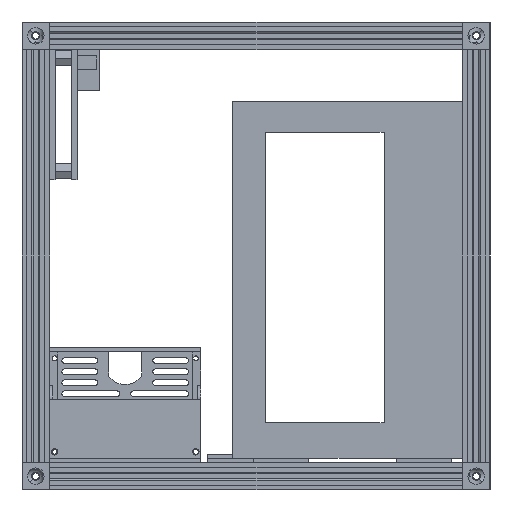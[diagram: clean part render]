
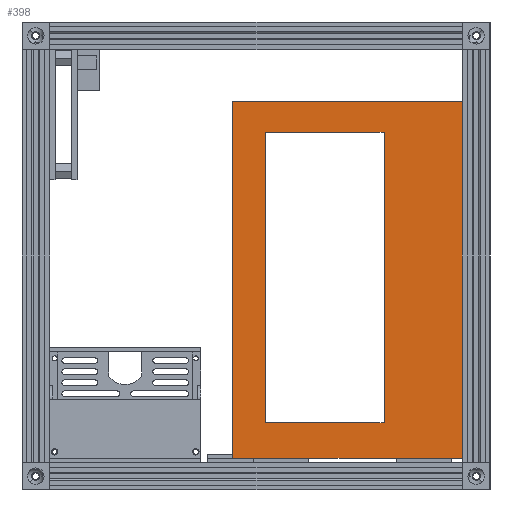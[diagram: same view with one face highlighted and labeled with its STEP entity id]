
A CAD part, left-side view. The second image highlights one B-rep face of the part: STEP entity #398.
In plain terms, the highlighted planar face has unit normal (-1, 0, 0).
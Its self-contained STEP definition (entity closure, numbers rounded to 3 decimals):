
#158=CARTESIAN_POINT('',(0.,-9.965,11.5));
#159=VERTEX_POINT('',#158);
#166=CARTESIAN_POINT('',(0.,73.535,11.5));
#167=VERTEX_POINT('',#166);
#168=CARTESIAN_POINT('',(0.,-9.965,11.5));
#169=DIRECTION('',(0.,1.,0.));
#170=VECTOR('',#169,83.5);
#171=LINE('',#168,#170);
#172=EDGE_CURVE('',#159,#167,#171,.T.);
#307=CARTESIAN_POINT('',(0.,-9.965,141.));
#308=VERTEX_POINT('',#307);
#309=CARTESIAN_POINT('',(0.,-9.965,11.5));
#310=DIRECTION('',(0.,0.,1.));
#311=VECTOR('',#310,129.5);
#312=LINE('',#309,#311);
#313=EDGE_CURVE('',#159,#308,#312,.T.);
#341=CARTESIAN_POINT('',(0.,0.,141.));
#342=DIRECTION('',(-1.,0.,0.));
#343=DIRECTION('',(0.,0.,1.));
#344=AXIS2_PLACEMENT_3D('',#341,#342,#343);
#345=PLANE('',#344);
#346=CARTESIAN_POINT('',(0.,73.535,141.));
#347=VERTEX_POINT('',#346);
#348=CARTESIAN_POINT('',(0.,73.535,141.));
#349=DIRECTION('',(0.,0.,-1.));
#350=VECTOR('',#349,129.5);
#351=LINE('',#348,#350);
#352=EDGE_CURVE('',#347,#167,#351,.T.);
#353=ORIENTED_EDGE('',*,*,#352,.T.);
#354=ORIENTED_EDGE('',*,*,#172,.F.);
#355=ORIENTED_EDGE('',*,*,#313,.T.);
#356=CARTESIAN_POINT('',(0.,-9.965,141.));
#357=DIRECTION('',(0.,1.,0.));
#358=VECTOR('',#357,83.5);
#359=LINE('',#356,#358);
#360=EDGE_CURVE('',#308,#347,#359,.T.);
#361=ORIENTED_EDGE('',*,*,#360,.T.);
#362=EDGE_LOOP('',(#353,#354,#355,#361));
#363=FACE_BOUND('',#362,.T.);
#364=CARTESIAN_POINT('',(0.,61.535,24.5));
#365=VERTEX_POINT('',#364);
#366=CARTESIAN_POINT('',(0.,18.535,24.5));
#367=VERTEX_POINT('',#366);
#368=CARTESIAN_POINT('',(0.,61.535,24.5));
#369=DIRECTION('',(0.,-1.,-0.));
#370=VECTOR('',#369,43.);
#371=LINE('',#368,#370);
#372=EDGE_CURVE('',#365,#367,#371,.T.);
#373=ORIENTED_EDGE('',*,*,#372,.F.);
#374=CARTESIAN_POINT('',(0.,61.535,130.));
#375=VERTEX_POINT('',#374);
#376=CARTESIAN_POINT('',(0.,61.535,24.5));
#377=DIRECTION('',(0.,0.,1.));
#378=VECTOR('',#377,105.5);
#379=LINE('',#376,#378);
#380=EDGE_CURVE('',#365,#375,#379,.T.);
#381=ORIENTED_EDGE('',*,*,#380,.T.);
#382=CARTESIAN_POINT('',(0.,18.535,130.));
#383=VERTEX_POINT('',#382);
#384=CARTESIAN_POINT('',(0.,61.535,130.));
#385=DIRECTION('',(0.,-1.,0.));
#386=VECTOR('',#385,43.);
#387=LINE('',#384,#386);
#388=EDGE_CURVE('',#375,#383,#387,.T.);
#389=ORIENTED_EDGE('',*,*,#388,.T.);
#390=CARTESIAN_POINT('',(0.,18.535,130.));
#391=DIRECTION('',(0.,0.,-1.));
#392=VECTOR('',#391,105.5);
#393=LINE('',#390,#392);
#394=EDGE_CURVE('',#383,#367,#393,.T.);
#395=ORIENTED_EDGE('',*,*,#394,.T.);
#396=EDGE_LOOP('',(#373,#381,#389,#395));
#397=FACE_BOUND('',#396,.T.);
#398=ADVANCED_FACE('',(#363,#397),#345,.T.);
